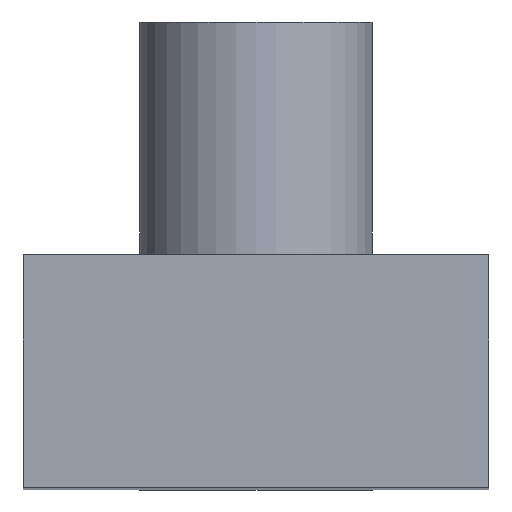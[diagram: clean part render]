
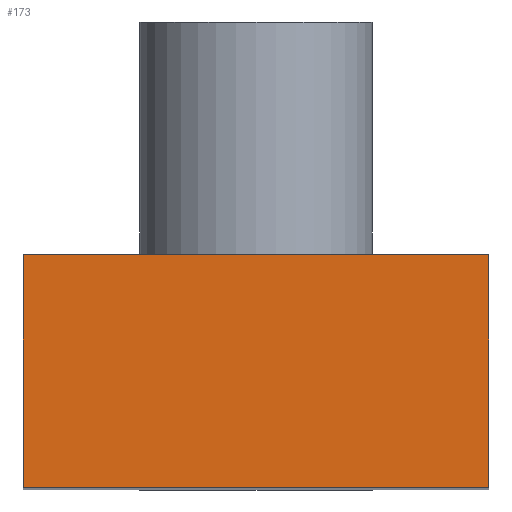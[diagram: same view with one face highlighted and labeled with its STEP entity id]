
A CAD part, top view. The second image highlights one B-rep face of the part: STEP entity #173.
In plain terms, the highlighted planar face has unit normal (0, 0, 1).
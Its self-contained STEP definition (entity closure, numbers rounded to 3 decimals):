
#24=LINE('',#269,#43);
#32=LINE('',#286,#51);
#33=LINE('',#289,#52);
#34=LINE('',#290,#53);
#43=VECTOR('',#219,10.);
#51=VECTOR('',#235,10.);
#52=VECTOR('',#238,10.);
#53=VECTOR('',#239,10.);
#64=FACE_OUTER_BOUND('',#75,.T.);
#75=EDGE_LOOP('',(#137,#138,#139,#140));
#86=VERTEX_POINT('',#266);
#87=VERTEX_POINT('',#268);
#92=VERTEX_POINT('',#284);
#93=VERTEX_POINT('',#288);
#100=EDGE_CURVE('',#86,#87,#24,.T.);
#109=EDGE_CURVE('',#92,#87,#32,.T.);
#110=EDGE_CURVE('',#93,#92,#33,.T.);
#111=EDGE_CURVE('',#93,#86,#34,.T.);
#137=ORIENTED_EDGE('',*,*,#110,.T.);
#138=ORIENTED_EDGE('',*,*,#109,.T.);
#139=ORIENTED_EDGE('',*,*,#100,.F.);
#140=ORIENTED_EDGE('',*,*,#111,.F.);
#163=PLANE('',#200);
#173=ADVANCED_FACE('',(#64),#163,.T.);
#200=AXIS2_PLACEMENT_3D('',#287,#236,#237);
#219=DIRECTION('',(1.,0.,0.));
#235=DIRECTION('',(0.,1.,0.));
#236=DIRECTION('center_axis',(0.,0.,
1.));
#237=DIRECTION('ref_axis',(1.,0.,0.));
#238=DIRECTION('',(1.,0.,0.));
#239=DIRECTION('',(0.,1.,0.));
#266=CARTESIAN_POINT('',(-10.,5.,60.));
#268=CARTESIAN_POINT('',(10.,5.,60.));
#269=CARTESIAN_POINT('',(-10.,5.,60.));
#284=CARTESIAN_POINT('',(10.,-5.,60.));
#286=CARTESIAN_POINT('',(10.,-5.,60.));
#287=CARTESIAN_POINT('Origin',(-10.,-5.,60.));
#288=CARTESIAN_POINT('',(-10.,-5.,60.));
#289=CARTESIAN_POINT('',(-10.,-5.,60.));
#290=CARTESIAN_POINT('',(-10.,-5.,60.));
